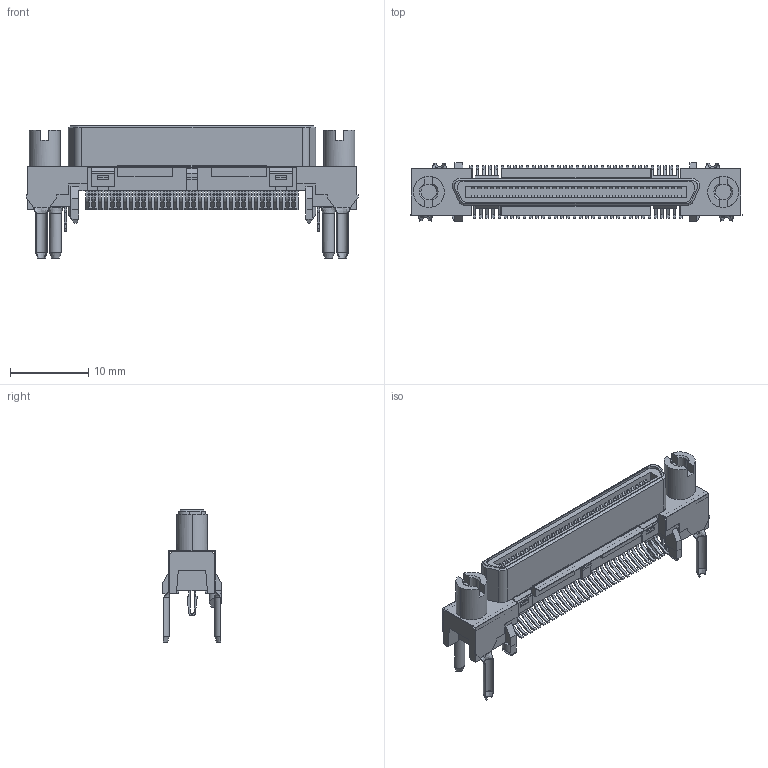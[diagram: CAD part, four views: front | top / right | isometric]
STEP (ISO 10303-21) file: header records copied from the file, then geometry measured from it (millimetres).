
FILE_DESCRIPTION((''),'2;1');
FILE_NAME('MOLEX_73776-0201.stp','2013-01-14T09:41:13',(''),(''),'Mechanical Desktop 2011','Mechanical Desktop 2011',', , ');
FILE_SCHEMA(('AUTOMOTIVE_DESIGN { 1 2 10303 214 1 1 1 1 }'));
Length unit declared in the file: millimetre
Products named in the file (1): Product
Bounding box: 42.5 x 7.46 x 16.9 mm (x, y, z)
Volume: 1144 mm3; surface area: 3922.8 mm2
Topology: 148 solids, 148 shells, 1815 faces, 4536 edges, 3014 vertices
Faces by surface type: plane 1437, cylinder 330, bspline 40, cone 8
Entity records: 54628 total; most frequent: CARTESIAN_POINT 10666, ORIENTED_EDGE 9072, DIRECTION 8738, EDGE_CURVE 4536, VECTOR 3814, LINE 3814, VERTEX_POINT 3014, AXIS2_PLACEMENT_3D 2462
